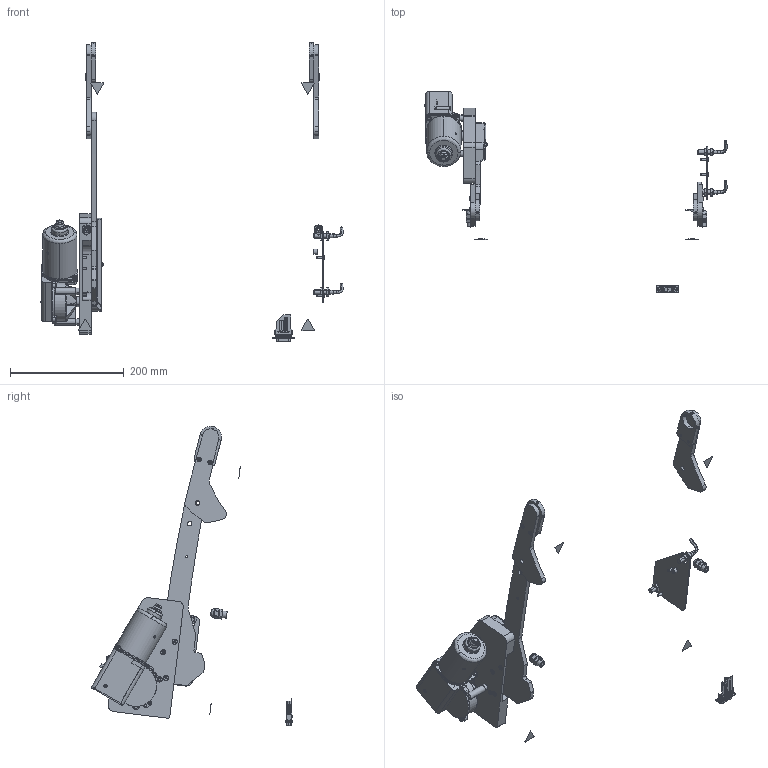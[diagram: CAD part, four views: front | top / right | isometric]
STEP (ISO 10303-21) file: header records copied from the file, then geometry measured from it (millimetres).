
FILE_DESCRIPTION (( 'STEP AP214' ), '1' );
FILE_NAME ('INGUN_113401.STEP', '2022-08-23T07:20:34', ( '' ), ( '' ), 'SwSTEP 2.0', 'SolidWorks 2018', '' );
FILE_SCHEMA (( 'AUTOMOTIVE_DESIGN' ));
Length unit declared in the file: millimetre
Products named in the file (30): 114015~0_KUNDE<S>; 35334~0_S; DIN7991~n_M04,0x012; 114016~0_KUNDE<S>; 42581~0; 114067~0_S; 113998~0; 114285~0_M03,0x025; 113415~2_fertig mit Kerbverzahnung; 113380~2_S; 113890~3_S; ISO7380~n_M04,0x008; 112153~1_S; 113365~0; ISO7380~n_M04,0x012; INGUN_113401; 114017~0_KUNDE<S>; 113884~0_S; DIN914~n_M04,0x05; 112735~0_S; 112129~4_KUNDE<S>; 112148~7_S; 3283~0; ISO7380~n_M04,0x016; 29795~0; 112697~3_S; DIN912~n_M06,0x025; 113540~0_KUNDE<S>; 113379~2_S; 114005~1_S
Assembly tree (51 placements, depth 4):
  INGUN_113401
    114005~1_S
      112697~3_S
      112153~1_S
      113890~3_S
      114067~0_S
        113415~2_fertig mit Kerbverzahnung
      112735~0_S
      29795~0
      3283~0
      DIN912~n_M06,0x025  x3
      ISO7380~n_M04,0x008
      114285~0_M03,0x025
      DIN7991~n_M04,0x012  x4
    114015~0_KUNDE<S>
      112129~4_KUNDE<S>
      112148~7_S
      ISO7380~n_M04,0x012
    114016~0_KUNDE<S>
      113540~0_KUNDE<S>
      113379~2_S
      DIN914~n_M04,0x05  x3
      ISO7380~n_M04,0x016  x2
    114017~0_KUNDE<S>
      113540~0_KUNDE<S>
      113379~2_S
      DIN914~n_M04,0x05  x3
      ISO7380~n_M04,0x016  x2
    113884~0_S
    113380~2_S
    113365~0  x2
    113998~0
    42581~0  x2
    35334~0_S  x4
    ISO7380~n_M04,0x012  x2
Bounding box: 531.07 x 354.04 x 525.76 mm (x, y, z)
Volume: 730565.5 mm3; surface area: 322869.2 mm2
Topology: 44 solids, 70 shells, 3975 faces, 10473 edges, 6844 vertices
Faces by surface type: cylinder 1819, plane 1665, bspline 217, cone 205, torus 69
Entity records: 155967 total; most frequent: CARTESIAN_POINT 39551, DIRECTION 18363, ORIENTED_EDGE 18008, EDGE_CURVE 9037, AXIS2_PLACEMENT_3D 6685, VERTEX_POINT 5946, VECTOR 4993, LINE 4993
